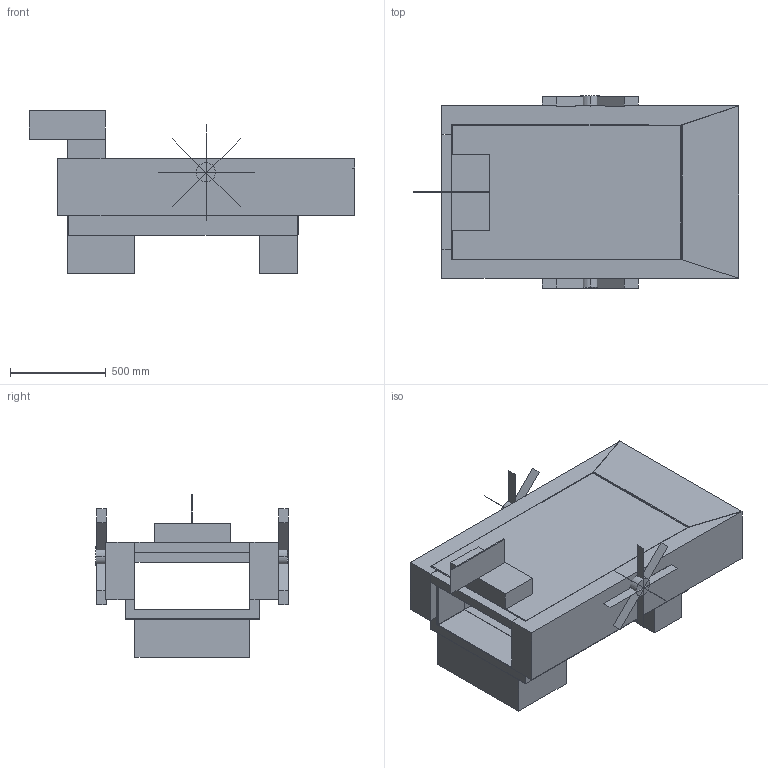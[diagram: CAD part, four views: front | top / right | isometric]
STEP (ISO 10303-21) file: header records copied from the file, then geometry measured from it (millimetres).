
FILE_DESCRIPTION(/* description */ (''),/* implementation_level */ '2;1');
FILE_NAME(/* name */ 'Marjanator v9.step',/* time_stamp */ '2022-11-11T18:40:26+05:30',/* author */ (''),/* organization */ (''),/* preprocessor_version */ 'ST-DEVELOPER v19.2',/* originating_system */ 'Autodesk Translation Framework v11.17.0.187',/* authorisation */ '');
FILE_SCHEMA (('AUTOMOTIVE_DESIGN { 1 0 10303 214 3 1 1 }'));
Length unit declared in the file: millimetre
Products named in the file (7): CAD sketch; Main Body; mesh; electrical; SidePortion; Propellers; Propellers (1)
Assembly tree (6 placements, depth 4):
  CAD sketch
    Main Body
      mesh
      electrical
      SidePortion
      Propellers
        Propellers (1)
Bounding box: 1700.14 x 1004.65 x 850 mm (x, y, z)
Volume: 180480173 mm3; surface area: 11473719.6 mm2
Topology: 12 solids, 22 shells, 122 faces, 297 edges, 207 vertices
Faces by surface type: plane 120, cylinder 2
Full cylindrical faces by diameter (mm): 100 x2
Entity records: 3696 total; most frequent: CARTESIAN_POINT 639, DIRECTION 571, ORIENTED_EDGE 542, EDGE_CURVE 297, LINE 293, VECTOR 293, VERTEX_POINT 207, AXIS2_PLACEMENT_3D 139
